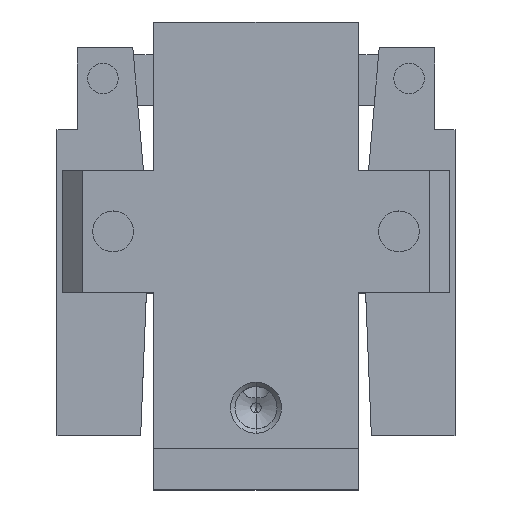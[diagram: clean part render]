
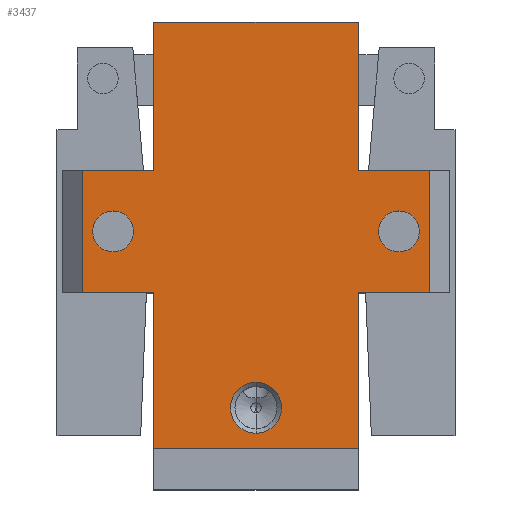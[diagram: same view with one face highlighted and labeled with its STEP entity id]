
A CAD part, top view. The second image highlights one B-rep face of the part: STEP entity #3437.
In plain terms, the highlighted planar face has unit normal (0, 0, 1).
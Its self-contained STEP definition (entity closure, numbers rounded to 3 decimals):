
#1545 = EDGE_CURVE( '', #3273, #1749, #4435, .T. );
#1693 = EDGE_CURVE( '', #2853, #2183, #4611, .T. );
#1749 = VERTEX_POINT( '', #4670 );
#1755 = EDGE_CURVE( '', #2591, #2403, #4677, .T. );
#1999 = EDGE_CURVE( '', #2183, #3467, #4947, .T. );
#2003 = EDGE_CURVE( '', #2665, #3273, #4951, .T. );
#2021 = VERTEX_POINT( '', #4970 );
#2155 = VERTEX_POINT( '', #5125 );
#2181 = EDGE_CURVE( '', #4179, #3085, #5155, .T. );
#2183 = VERTEX_POINT( '', #5157 );
#2219 = VERTEX_POINT( '', #5205 );
#2275 = EDGE_CURVE( '', #1749, #2021, #5266, .T. );
#2391 = VERTEX_POINT( '', #5392 );
#2403 = VERTEX_POINT( '', #5404 );
#2553 = EDGE_CURVE( '', #2403, #2591, #5573, .T. );
#2591 = VERTEX_POINT( '', #5613 );
#2635 = EDGE_CURVE( '', #3991, #2219, #5661, .T. );
#2665 = VERTEX_POINT( '', #5692 );
#2839 = VERTEX_POINT( '', #5892 );
#2853 = VERTEX_POINT( '', #5907 );
#2865 = EDGE_CURVE( '', #3275, #2839, #5920, .T. );
#2911 = EDGE_CURVE( '', #2021, #3275, #5973, .T. );
#3043 = EDGE_CURVE( '', #2839, #3087, #6117, .T. );
#3085 = VERTEX_POINT( '', #6162 );
#3087 = VERTEX_POINT( '', #6164 );
#3273 = VERTEX_POINT( '', #6374 );
#3275 = VERTEX_POINT( '', #6376 );
#3437 = ADVANCED_FACE( '', ( #6550, #6551, #6552, #6553 ), #6554, .T. );
#3467 = VERTEX_POINT( '', #6587 );
#3575 = EDGE_CURVE( '', #2219, #3991, #6707, .T. );
#3757 = EDGE_CURVE( '', #3087, #2391, #6901, .T. );
#3817 = EDGE_CURVE( '', #2391, #2155, #6966, .T. );
#3991 = VERTEX_POINT( '', #7170 );
#4043 = EDGE_CURVE( '', #2155, #2853, #7230, .T. );
#4173 = EDGE_CURVE( '', #3467, #2665, #7377, .T. );
#4179 = VERTEX_POINT( '', #7384 );
#4195 = EDGE_CURVE( '', #3085, #4179, #7402, .T. );
#4435 = LINE( '', #7680, #7681 );
#4611 = LINE( '', #7920, #7921 );
#4670 = CARTESIAN_POINT( '', ( -10., 45.8, 17. ) );
#4677 = CIRCLE( '', #8007, 2.5 );
#4947 = LINE( '', #8363, #8364 );
#4951 = LINE( '', #8369, #8370 );
#4970 = CARTESIAN_POINT( '', ( -10., 31.28, 17. ) );
#5125 = CARTESIAN_POINT( '', ( 10., 4.01, 17. ) );
#5155 = CIRCLE( '', #8722, 2. );
#5157 = CARTESIAN_POINT( '', ( 17., 19.28, 17. ) );
#5205 = CARTESIAN_POINT( '', ( -12., 25.28, 17. ) );
#5266 = LINE( '', #8918, #8919 );
#5392 = CARTESIAN_POINT( '', ( -10., 4.01, 17. ) );
#5404 = CARTESIAN_POINT( '', ( 0., 10.5, 17. ) );
#5573 = CIRCLE( '', #9356, 2.5 );
#5613 = CARTESIAN_POINT( '', ( 0., 5.5, 17. ) );
#5661 = CIRCLE( '', #9467, 2. );
#5692 = CARTESIAN_POINT( '', ( 10., 31.28, 17. ) );
#5892 = CARTESIAN_POINT( '', ( -17., 19.28, 17. ) );
#5907 = CARTESIAN_POINT( '', ( 10., 19.28, 17. ) );
#5920 = LINE( '', #9843, #9844 );
#5973 = LINE( '', #9911, #9912 );
#6117 = LINE( '', #10108, #10109 );
#6162 = CARTESIAN_POINT( '', ( 16., 25.28, 17. ) );
#6164 = CARTESIAN_POINT( '', ( -10., 19.28, 17. ) );
#6374 = CARTESIAN_POINT( '', ( 10., 45.8, 17. ) );
#6376 = CARTESIAN_POINT( '', ( -17., 31.28, 17. ) );
#6550 = FACE_OUTER_BOUND( '', #10816, .T. );
#6551 = FACE_BOUND( '', #10817, .T. );
#6552 = FACE_BOUND( '', #10818, .T. );
#6553 = FACE_BOUND( '', #10819, .T. );
#6554 = PLANE( '', #10820 );
#6587 = CARTESIAN_POINT( '', ( 17., 31.28, 17. ) );
#6707 = CIRCLE( '', #11011, 2. );
#6901 = LINE( '', #11324, #11325 );
#6966 = LINE( '', #11448, #11449 );
#7170 = CARTESIAN_POINT( '', ( -16., 25.28, 17. ) );
#7230 = LINE( '', #11884, #11885 );
#7377 = LINE( '', #12084, #12085 );
#7384 = CARTESIAN_POINT( '', ( 12., 25.28, 17. ) );
#7402 = CIRCLE( '', #12117, 2. );
#7680 = CARTESIAN_POINT( '', ( 10., 45.8, 17. ) );
#7681 = VECTOR( '', #12498, 1. );
#7920 = CARTESIAN_POINT( '', ( 10., 19.28, 17. ) );
#7921 = VECTOR( '', #12726, 1. );
#8007 = AXIS2_PLACEMENT_3D( '', #12783, #12784, #12785 );
#8363 = CARTESIAN_POINT( '', ( 17., 17.5, 17. ) );
#8364 = VECTOR( '', #13076, 1. );
#8369 = CARTESIAN_POINT( '', ( 10., 31.28, 17. ) );
#8370 = VECTOR( '', #13077, 1. );
#8722 = AXIS2_PLACEMENT_3D( '', #13328, #13329, #13330 );
#8918 = CARTESIAN_POINT( '', ( -10., 45.8, 17. ) );
#8919 = VECTOR( '', #13457, 1. );
#9356 = AXIS2_PLACEMENT_3D( '', #13805, #13806, #13807 );
#9467 = AXIS2_PLACEMENT_3D( '', #13882, #13883, #13884 );
#9843 = CARTESIAN_POINT( '', ( -17., 17.5, 17. ) );
#9844 = VECTOR( '', #14196, 1. );
#9911 = CARTESIAN_POINT( '', ( -10., 31.28, 17. ) );
#9912 = VECTOR( '', #14256, 1. );
#10108 = CARTESIAN_POINT( '', ( -19.25, 19.28, 17. ) );
#10109 = VECTOR( '', #14391, 1. );
#10816 = EDGE_LOOP( '', ( #14867, #14868, #14869, #14870, #14871, #14872, #14873, #14874, #14875, #14876, #14877, #14878 ) );
#10817 = EDGE_LOOP( '', ( #14879, #14880 ) );
#10818 = EDGE_LOOP( '', ( #14881, #14882 ) );
#10819 = EDGE_LOOP( '', ( #14883, #14884 ) );
#10820 = AXIS2_PLACEMENT_3D( '', #14885, #14886, #14887 );
#11011 = AXIS2_PLACEMENT_3D( '', #15034, #15035, #15036 );
#11324 = CARTESIAN_POINT( '', ( -10., 19.28, 17. ) );
#11325 = VECTOR( '', #15233, 1. );
#11448 = CARTESIAN_POINT( '', ( 0., 4.01, 17. ) );
#11449 = VECTOR( '', #15302, 1. );
#11884 = CARTESIAN_POINT( '', ( 10., 0., 17. ) );
#11885 = VECTOR( '', #15650, 1. );
#12084 = CARTESIAN_POINT( '', ( 19.25, 31.28, 17. ) );
#12085 = VECTOR( '', #15834, 1. );
#12117 = AXIS2_PLACEMENT_3D( '', #15861, #15862, #15863 );
#12498 = DIRECTION( '', ( -1., 0., 0. ) );
#12726 = DIRECTION( '', ( 1., 0., 0. ) );
#12783 = CARTESIAN_POINT( '', ( 0., 8., 17. ) );
#12784 = DIRECTION( '', ( 0., 0., -1. ) );
#12785 = DIRECTION( '', ( 0., 1., 0. ) );
#13076 = DIRECTION( '', ( 0., 1., 0. ) );
#13077 = DIRECTION( '', ( 0., 1., 0. ) );
#13328 = CARTESIAN_POINT( '', ( 14., 25.28, 17. ) );
#13329 = DIRECTION( '', ( 0., 0., -1. ) );
#13330 = DIRECTION( '', ( 1., 0., 0. ) );
#13457 = DIRECTION( '', ( 0., -1., 0. ) );
#13805 = CARTESIAN_POINT( '', ( 0., 8., 17. ) );
#13806 = DIRECTION( '', ( 0., 0., -1. ) );
#13807 = DIRECTION( '', ( 0., 1., 0. ) );
#13882 = CARTESIAN_POINT( '', ( -14., 25.28, 17. ) );
#13883 = DIRECTION( '', ( 0., 0., -1. ) );
#13884 = DIRECTION( '', ( 1., 0., 0. ) );
#14196 = DIRECTION( '', ( 0., -1., 0. ) );
#14256 = DIRECTION( '', ( -1., 0., 0. ) );
#14391 = DIRECTION( '', ( 1., 0., 0. ) );
#14867 = ORIENTED_EDGE( '', *, *, #3817, .T. );
#14868 = ORIENTED_EDGE( '', *, *, #4043, .T. );
#14869 = ORIENTED_EDGE( '', *, *, #1693, .T. );
#14870 = ORIENTED_EDGE( '', *, *, #1999, .T. );
#14871 = ORIENTED_EDGE( '', *, *, #4173, .T. );
#14872 = ORIENTED_EDGE( '', *, *, #2003, .T. );
#14873 = ORIENTED_EDGE( '', *, *, #1545, .T. );
#14874 = ORIENTED_EDGE( '', *, *, #2275, .T. );
#14875 = ORIENTED_EDGE( '', *, *, #2911, .T. );
#14876 = ORIENTED_EDGE( '', *, *, #2865, .T. );
#14877 = ORIENTED_EDGE( '', *, *, #3043, .T. );
#14878 = ORIENTED_EDGE( '', *, *, #3757, .T. );
#14879 = ORIENTED_EDGE( '', *, *, #3575, .T. );
#14880 = ORIENTED_EDGE( '', *, *, #2635, .T. );
#14881 = ORIENTED_EDGE( '', *, *, #4195, .T. );
#14882 = ORIENTED_EDGE( '', *, *, #2181, .T. );
#14883 = ORIENTED_EDGE( '', *, *, #2553, .T. );
#14884 = ORIENTED_EDGE( '', *, *, #1755, .T. );
#14885 = CARTESIAN_POINT( '', ( 0., 0., 17. ) );
#14886 = DIRECTION( '', ( 0., 0., 1. ) );
#14887 = DIRECTION( '', ( 1., 0., 0. ) );
#15034 = CARTESIAN_POINT( '', ( -14., 25.28, 17. ) );
#15035 = DIRECTION( '', ( 0., 0., -1. ) );
#15036 = DIRECTION( '', ( 1., 0., 0. ) );
#15233 = DIRECTION( '', ( 0., -1., 0. ) );
#15302 = DIRECTION( '', ( 1., 0., 0. ) );
#15650 = DIRECTION( '', ( 0., 1., 0. ) );
#15834 = DIRECTION( '', ( -1., 0., 0. ) );
#15861 = CARTESIAN_POINT( '', ( 14., 25.28, 17. ) );
#15862 = DIRECTION( '', ( 0., 0., -1. ) );
#15863 = DIRECTION( '', ( 1., 0., 0. ) );
